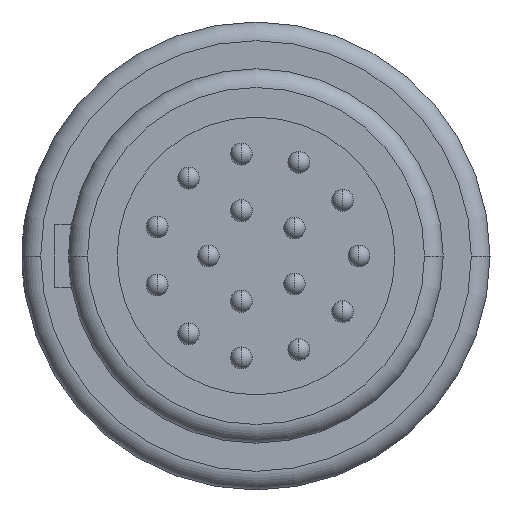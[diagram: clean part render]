
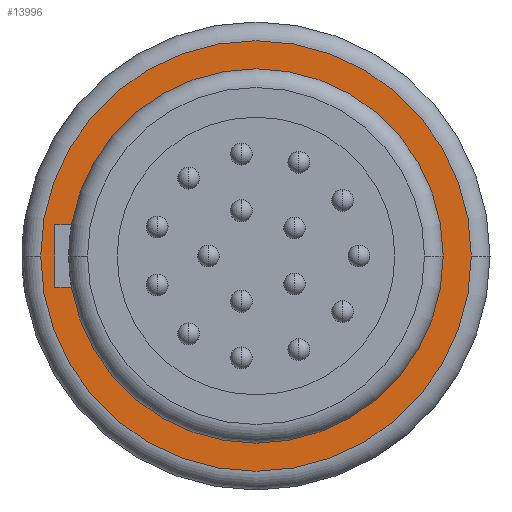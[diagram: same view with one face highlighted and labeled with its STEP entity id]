
A CAD part, left-side view. The second image highlights one B-rep face of the part: STEP entity #13996.
In plain terms, the highlighted planar face has unit normal (-1, 0, 0).
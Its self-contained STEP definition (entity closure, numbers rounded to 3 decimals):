
#5194=CARTESIAN_POINT('',(-3.3,0.,0.));
#5195=DIRECTION('',(-1.,0.,0.));
#5196=DIRECTION('',(0.,1.,0.));
#5197=AXIS2_PLACEMENT_3D('',#5194,#5195,#5196);
#5224=CARTESIAN_POINT('',(-3.3,0.,0.));
#5225=DIRECTION('',(1.,0.,0.));
#5226=DIRECTION('',(0.,1.,0.));
#5227=AXIS2_PLACEMENT_3D('',#5224,#5225,#5226);
#5334=CARTESIAN_POINT('',(-3.3,0.,0.));
#5335=DIRECTION('',(-1.,0.,0.));
#5336=DIRECTION('',(0.,-1.,0.));
#5337=AXIS2_PLACEMENT_3D('',#5334,#5335,#5336);
#5342=CARTESIAN_POINT('',(-3.3,0.,0.));
#5343=DIRECTION('',(-1.,0.,0.));
#5344=DIRECTION('',(0.,1.,0.));
#5345=AXIS2_PLACEMENT_3D('',#5342,#5343,#5344);
#6769=CARTESIAN_POINT('',(-3.3,6.,0.));
#6770=CARTESIAN_POINT('',(-3.3,-6.,0.));
#6771=VERTEX_POINT('',#6769);
#6772=VERTEX_POINT('',#6770);
#6811=CARTESIAN_POINT('',(-3.3,-6.9,0.));
#6812=CARTESIAN_POINT('',(-3.3,6.9,0.));
#6813=VERTEX_POINT('',#6811);
#6814=VERTEX_POINT('',#6812);
#13981=CARTESIAN_POINT('',(-3.3,0.,0.));
#13982=DIRECTION('',(1.,0.,0.));
#13983=DIRECTION('',(0.,-1.,0.));
#13984=AXIS2_PLACEMENT_3D('',#13981,#13982,#13983);
#13985=PLANE('',#13984);
#13987=ORIENTED_EDGE('',*,*,#13986,.F.);
#13989=ORIENTED_EDGE('',*,*,#13988,.F.);
#13990=EDGE_LOOP('',(#13987,#13989));
#13991=FACE_OUTER_BOUND('',#13990,.F.);
#13992=ORIENTED_EDGE('',*,*,#13863,.F.);
#13993=ORIENTED_EDGE('',*,*,#13827,.T.);
#13994=EDGE_LOOP('',(#13992,#13993));
#13995=FACE_BOUND('',#13994,.F.);
#5198=CIRCLE('',#5197,6.);
#5228=CIRCLE('',#5227,6.);
#5338=CIRCLE('',#5337,6.9);
#5346=CIRCLE('',#5345,6.9);
#13827=EDGE_CURVE('',#6771,#6772,#5198,.T.);
#13863=EDGE_CURVE('',#6771,#6772,#5228,.T.);
#13986=EDGE_CURVE('',#6813,#6814,#5338,.T.);
#13988=EDGE_CURVE('',#6814,#6813,#5346,.T.);
#13996=ADVANCED_FACE('',(#13991,#13995),#13985,.F.);
